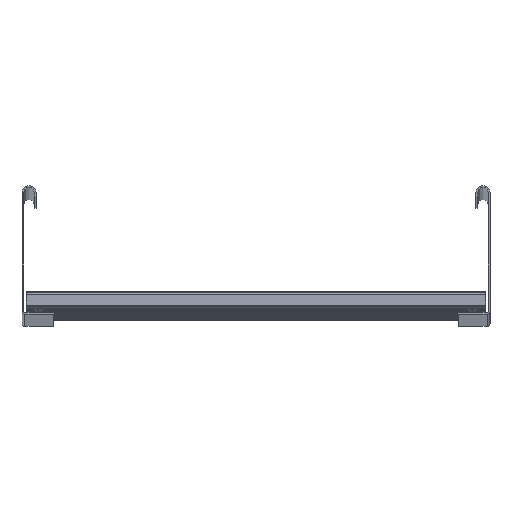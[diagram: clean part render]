
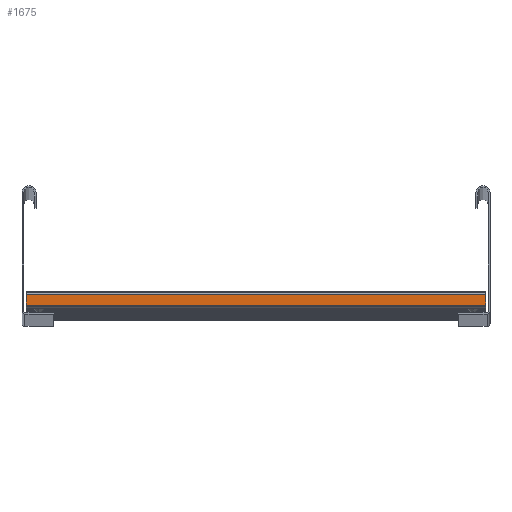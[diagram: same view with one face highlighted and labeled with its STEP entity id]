
A CAD part, top view. The second image highlights one B-rep face of the part: STEP entity #1675.
In plain terms, the highlighted face is planar.
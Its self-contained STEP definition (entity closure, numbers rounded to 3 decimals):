
#5 = DIRECTION ( 'NONE',  ( 0., 1., 0. ) ) ;
#134 = VERTEX_POINT ( 'NONE', #1736 ) ;
#196 = CARTESIAN_POINT ( 'NONE',  ( -15., 3., -196.5 ) ) ;
#314 = VECTOR ( 'NONE', #2129, 1000. ) ;
#329 = VERTEX_POINT ( 'NONE', #2080 ) ;
#336 = EDGE_CURVE ( 'NONE', #2077, #134, #1699, .T. ) ;
#365 = DIRECTION ( 'NONE',  ( 1., 0., 0. ) ) ;
#372 = CARTESIAN_POINT ( 'NONE',  ( -15., 3., -196.5 ) ) ;
#493 = CARTESIAN_POINT ( 'NONE',  ( -15., 12., -196.5 ) ) ;
#534 = LINE ( 'NONE', #1166, #1590 ) ;
#640 = EDGE_CURVE ( 'NONE', #661, #134, #1982, .T. ) ;
#661 = VERTEX_POINT ( 'NONE', #1465 ) ;
#737 = ORIENTED_EDGE ( 'NONE', *, *, #1599, .F. ) ;
#758 = ORIENTED_EDGE ( 'NONE', *, *, #1386, .T. ) ;
#965 = CARTESIAN_POINT ( 'NONE',  ( -15., 3., 196.5 ) ) ;
#989 = CARTESIAN_POINT ( 'NONE',  ( -15., 12., -196.5 ) ) ;
#1166 = CARTESIAN_POINT ( 'NONE',  ( -15., 3., -196.5 ) ) ;
#1198 = PLANE ( 'NONE',  #1369 ) ;
#1261 = EDGE_LOOP ( 'NONE', ( #1740, #1372, #737, #758 ) ) ;
#1369 = AXIS2_PLACEMENT_3D ( 'NONE', #196, #365, #1535 ) ;
#1372 = ORIENTED_EDGE ( 'NONE', *, *, #336, .F. ) ;
#1386 = EDGE_CURVE ( 'NONE', #329, #661, #1767, .T. ) ;
#1405 = FACE_OUTER_BOUND ( 'NONE', #1261, .T. ) ;
#1465 = CARTESIAN_POINT ( 'NONE',  ( -15., 3., 196.5 ) ) ;
#1535 = DIRECTION ( 'NONE',  ( 0., 0., -1. ) ) ;
#1590 = VECTOR ( 'NONE', #5, 1000. ) ;
#1599 = EDGE_CURVE ( 'NONE', #329, #2077, #534, .T. ) ;
#1634 = VECTOR ( 'NONE', #1785, 1000. ) ;
#1675 = ADVANCED_FACE ( 'NONE', ( #1405 ), #1198, .F. ) ;
#1699 = LINE ( 'NONE', #989, #1846 ) ;
#1736 = CARTESIAN_POINT ( 'NONE',  ( -15., 12., 196.5 ) ) ;
#1740 = ORIENTED_EDGE ( 'NONE', *, *, #640, .T. ) ;
#1767 = LINE ( 'NONE', #372, #1634 ) ;
#1785 = DIRECTION ( 'NONE',  ( 0., 0., 1. ) ) ;
#1822 = DIRECTION ( 'NONE',  ( 0., 0., 1. ) ) ;
#1846 = VECTOR ( 'NONE', #1822, 1000. ) ;
#1982 = LINE ( 'NONE', #965, #314 ) ;
#2077 = VERTEX_POINT ( 'NONE', #493 ) ;
#2080 = CARTESIAN_POINT ( 'NONE',  ( -15., 3., -196.5 ) ) ;
#2129 = DIRECTION ( 'NONE',  ( 0., 1., 0. ) ) ;
